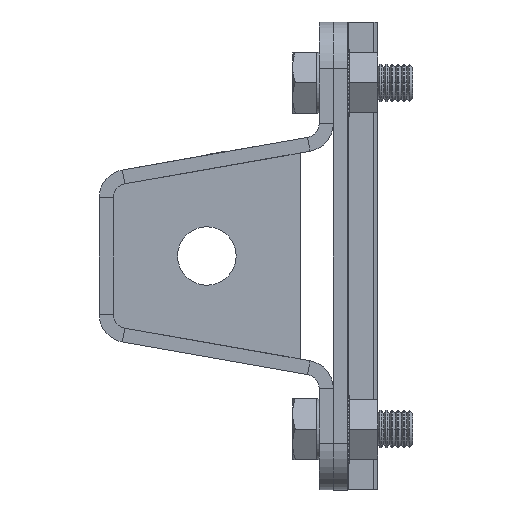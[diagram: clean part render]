
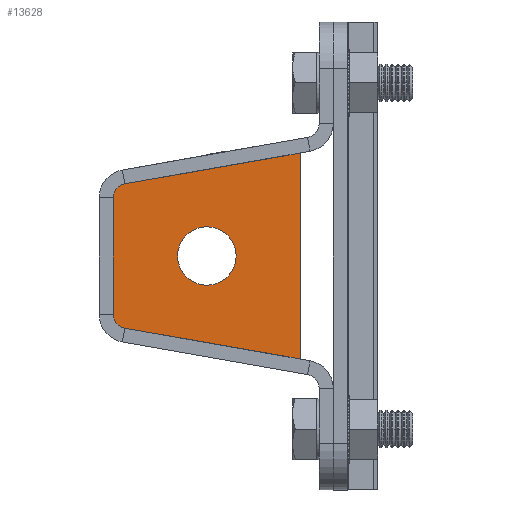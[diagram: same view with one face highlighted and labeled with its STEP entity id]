
A CAD part, left-side view. The second image highlights one B-rep face of the part: STEP entity #13628.
In plain terms, the highlighted face is planar.
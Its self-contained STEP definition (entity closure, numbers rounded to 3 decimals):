
#625 = VERTEX_POINT ( 'NONE', #12495 ) ;
#678 = ORIENTED_EDGE ( 'NONE', *, *, #16144, .T. ) ;
#757 = AXIS2_PLACEMENT_3D ( 'NONE', #14939, #3170, #16268 ) ;
#817 = VECTOR ( 'NONE', #4405, 1000. ) ;
#940 = DIRECTION ( 'NONE',  ( -1., 0., 0. ) ) ;
#999 = EDGE_CURVE ( 'NONE', #14884, #11469, #2322, .T. ) ;
#1303 = DIRECTION ( 'NONE',  ( 1., 0., 0. ) ) ;
#1586 = CARTESIAN_POINT ( 'NONE',  ( 3., 20., -12.479 ) ) ;
#1602 = ORIENTED_EDGE ( 'NONE', *, *, #999, .T. ) ;
#1896 = AXIS2_PLACEMENT_3D ( 'NONE', #7404, #940, #2271 ) ;
#2091 = DIRECTION ( 'NONE',  ( 1., 0., 0. ) ) ;
#2271 = DIRECTION ( 'NONE',  ( 0., 0., 1. ) ) ;
#2322 = CIRCLE ( 'NONE', #757, 6.25 ) ;
#2325 = VERTEX_POINT ( 'NONE', #9810 ) ;
#2459 = ORIENTED_EDGE ( 'NONE', *, *, #6683, .T. ) ;
#2963 = EDGE_CURVE ( 'NONE', #5372, #625, #15241, .T. ) ;
#3170 = DIRECTION ( 'NONE',  ( -1., 0., 0. ) ) ;
#3248 = DIRECTION ( 'NONE',  ( 1., 0., 0. ) ) ;
#3578 = CARTESIAN_POINT ( 'NONE',  ( 3., 20., -15. ) ) ;
#3591 = EDGE_CURVE ( 'NONE', #11469, #14884, #16289, .T. ) ;
#4208 = EDGE_LOOP ( 'NONE', ( #6129, #1602 ) ) ;
#4342 = AXIS2_PLACEMENT_3D ( 'NONE', #11057, #3248, #14847 ) ;
#4405 = DIRECTION ( 'NONE',  ( 0., 0., -1. ) ) ;
#4458 = CARTESIAN_POINT ( 'NONE',  ( 3., -20., 22. ) ) ;
#4626 = CIRCLE ( 'NONE', #6625, 3. ) ;
#5372 = VERTEX_POINT ( 'NONE', #14545 ) ;
#5955 = VERTEX_POINT ( 'NONE', #1586 ) ;
#6129 = ORIENTED_EDGE ( 'NONE', *, *, #3591, .T. ) ;
#6625 = AXIS2_PLACEMENT_3D ( 'NONE', #12760, #2091, #16561 ) ;
#6683 = EDGE_CURVE ( 'NONE', #5955, #14702, #15363, .T. ) ;
#7404 = CARTESIAN_POINT ( 'NONE',  ( 3., 0., 0. ) ) ;
#7609 = DIRECTION ( 'NONE',  ( 0., -0.985, 0.172 ) ) ;
#7707 = VERTEX_POINT ( 'NONE', #13806 ) ;
#8036 = EDGE_CURVE ( 'NONE', #2325, #5955, #4626, .T. ) ;
#8366 = EDGE_LOOP ( 'NONE', ( #8897, #16519, #2459, #11318, #678, #13670 ) ) ;
#8534 = VECTOR ( 'NONE', #11541, 1000. ) ;
#8587 = CARTESIAN_POINT ( 'NONE',  ( 3., 0., 6.25 ) ) ;
#8897 = ORIENTED_EDGE ( 'NONE', *, *, #16000, .T. ) ;
#9160 = CARTESIAN_POINT ( 'NONE',  ( 3., 20., -15. ) ) ;
#9586 = VECTOR ( 'NONE', #7609, 1000. ) ;
#9810 = CARTESIAN_POINT ( 'NONE',  ( 3., 17.517, -15.435 ) ) ;
#10544 = DIRECTION ( 'NONE',  ( 0., 0., -1. ) ) ;
#10843 = VECTOR ( 'NONE', #11146, 1000. ) ;
#11057 = CARTESIAN_POINT ( 'NONE',  ( 3., 17., 12.479 ) ) ;
#11146 = DIRECTION ( 'NONE',  ( 0., 0.985, 0.172 ) ) ;
#11299 = CARTESIAN_POINT ( 'NONE',  ( 3., 20., 12.479 ) ) ;
#11318 = ORIENTED_EDGE ( 'NONE', *, *, #15391, .T. ) ;
#11469 = VERTEX_POINT ( 'NONE', #8587 ) ;
#11541 = DIRECTION ( 'NONE',  ( 0., 0., 1. ) ) ;
#11697 = FACE_OUTER_BOUND ( 'NONE', #8366, .T. ) ;
#11879 = CIRCLE ( 'NONE', #4342, 3. ) ;
#12495 = CARTESIAN_POINT ( 'NONE',  ( 3., -20., -22. ) ) ;
#12760 = CARTESIAN_POINT ( 'NONE',  ( 3., 17., -12.479 ) ) ;
#13037 = CARTESIAN_POINT ( 'NONE',  ( 3., 20., 15. ) ) ;
#13305 = PLANE ( 'NONE',  #13535 ) ;
#13535 = AXIS2_PLACEMENT_3D ( 'NONE', #9160, #1303, #10544 ) ;
#13628 = ADVANCED_FACE ( 'NONE', ( #13756, #11697 ), #13305, .T. ) ;
#13670 = ORIENTED_EDGE ( 'NONE', *, *, #2963, .T. ) ;
#13756 = FACE_BOUND ( 'NONE', #4208, .T. ) ;
#13806 = CARTESIAN_POINT ( 'NONE',  ( 3., 17.517, 15.435 ) ) ;
#14545 = CARTESIAN_POINT ( 'NONE',  ( 3., -20., 22. ) ) ;
#14702 = VERTEX_POINT ( 'NONE', #11299 ) ;
#14847 = DIRECTION ( 'NONE',  ( 0., 0., -1. ) ) ;
#14884 = VERTEX_POINT ( 'NONE', #16818 ) ;
#14939 = CARTESIAN_POINT ( 'NONE',  ( 3., 0., 0. ) ) ;
#15106 = CARTESIAN_POINT ( 'NONE',  ( 3., -20., -22. ) ) ;
#15163 = LINE ( 'NONE', #15106, #10843 ) ;
#15241 = LINE ( 'NONE', #4458, #817 ) ;
#15363 = LINE ( 'NONE', #3578, #8534 ) ;
#15391 = EDGE_CURVE ( 'NONE', #14702, #7707, #11879, .T. ) ;
#15568 = LINE ( 'NONE', #13037, #9586 ) ;
#16000 = EDGE_CURVE ( 'NONE', #625, #2325, #15163, .T. ) ;
#16144 = EDGE_CURVE ( 'NONE', #7707, #5372, #15568, .T. ) ;
#16268 = DIRECTION ( 'NONE',  ( 0., 0., 1. ) ) ;
#16289 = CIRCLE ( 'NONE', #1896, 6.25 ) ;
#16519 = ORIENTED_EDGE ( 'NONE', *, *, #8036, .T. ) ;
#16561 = DIRECTION ( 'NONE',  ( 0., 0., -1. ) ) ;
#16818 = CARTESIAN_POINT ( 'NONE',  ( 3., 0., -6.25 ) ) ;
